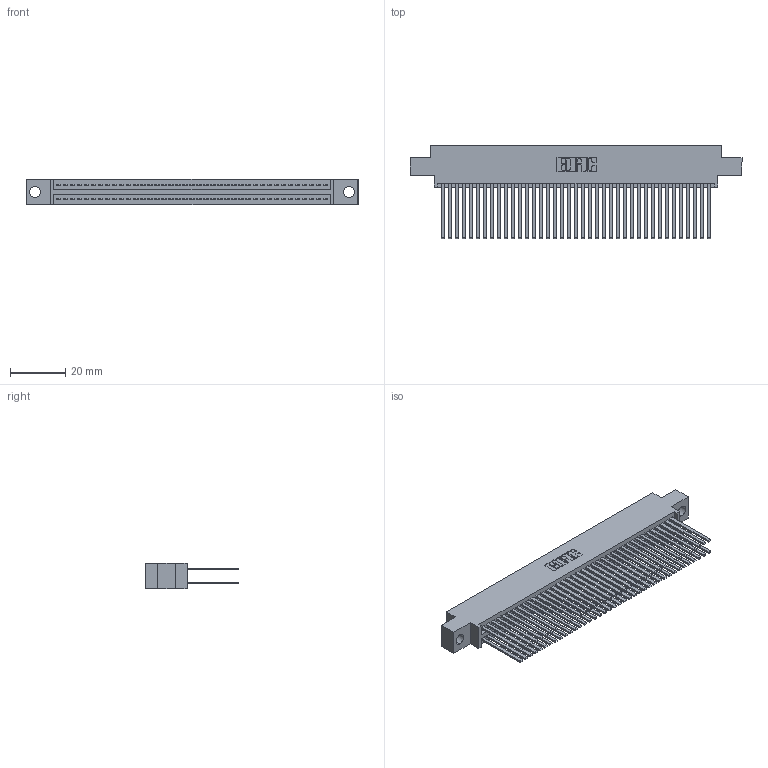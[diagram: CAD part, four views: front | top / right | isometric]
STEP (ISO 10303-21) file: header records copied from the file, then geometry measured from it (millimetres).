
FILE_DESCRIPTION (( 'STEP AP203' ), '1' );
FILE_NAME ('345-078-544-804.STEP', '2018-10-03T14:03:43', ( '' ), ( '' ), 'SwSTEP 2.0', 'SolidWorks 2016', '' );
FILE_SCHEMA (( 'CONFIG_CONTROL_DESIGN' ));
Length unit declared in the file: inch
Products named in the file (3): 345 Part_0.170 Offset - 0.156 Dia-TH; 345-292-001_345-293-144; 345-078-544-804
Assembly tree (79 placements, depth 2):
  345-078-544-804
    345 Part_0.170 Offset - 0.156 Dia-TH
    345-292-001_345-293-144  x78
Bounding box: 120.27 x 33.96 x 9.4 mm (x, y, z)
Volume: 12547.4 mm3; surface area: 21652.4 mm2
Topology: 79 solids, 79 shells, 3562 faces, 10571 edges, 6942 vertices
Faces by surface type: plane 2346, cylinder 1216
Entity records: 30955 total; most frequent: CARTESIAN_POINT 5192, ORIENTED_EDGE 5126, DIRECTION 4579, EDGE_CURVE 2563, LINE 2279, VECTOR 2279, VERTEX_POINT 1706, AXIS2_PLACEMENT_3D 1150
